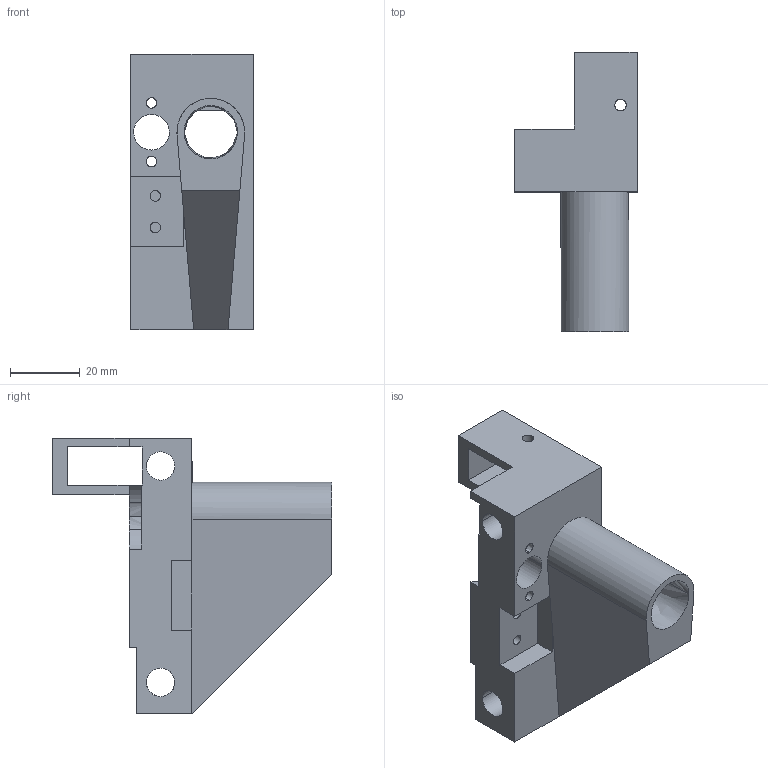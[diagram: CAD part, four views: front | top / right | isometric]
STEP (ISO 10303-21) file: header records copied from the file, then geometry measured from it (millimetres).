
FILE_DESCRIPTION(/* description */ (''),/* implementation_level */ '2;1');
FILE_NAME(/* name */ 'Xend SIRIUS_sept15',/* time_stamp */ '2015-09-01T19:13:44+02:00',/* author */ (''),/* organization */ (''),/* preprocessor_version */ 'ST-DEVELOPER v15',/* originating_system */ '',/* authorisation */ '');
FILE_SCHEMA (('AUTOMOTIVE_DESIGN'));
Length unit declared in the file: millimetre
Products named in the file (1): Document
Bounding box: 35 x 80 x 78.96 mm (x, y, z)
Volume: 60384.1 mm3; surface area: 21466.3 mm2
Topology: 1 solids, 1 shells, 134 faces, 379 edges, 255 vertices
Faces by surface type: plane 101, bspline 33
Entity records: 4385 total; most frequent: CARTESIAN_POINT 1908, ORIENTED_EDGE 758, EDGE_CURVE 379, B_SPLINE_CURVE_WITH_KNOTS 295, VERTEX_POINT 255, EDGE_LOOP 160, ADVANCED_FACE 134, FACE_OUTER_BOUND 134
